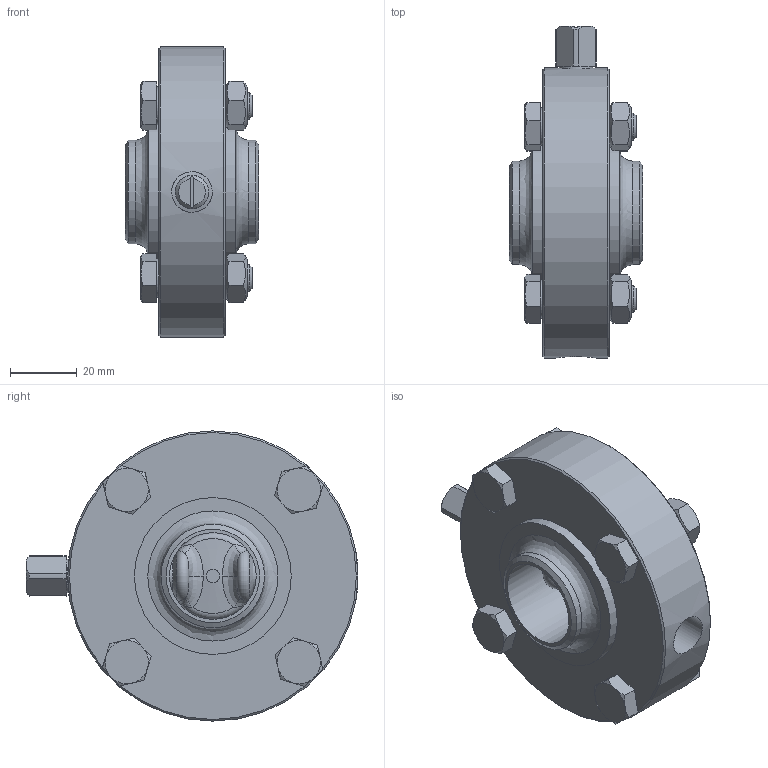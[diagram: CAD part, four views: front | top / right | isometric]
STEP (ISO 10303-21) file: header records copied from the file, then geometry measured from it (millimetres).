
FILE_DESCRIPTION((''),'2;1');
FILE_NAME('52200025X130.stp','2010-10-29T08:58:52',('Creator'),(''),'Autodesk Inventor 2010','Autodesk Inventor 2010','');
FILE_SCHEMA(('AUTOMOTIVE_DESIGN { 1 0 10303 214 1 1 1 1 }'));
Length unit declared in the file: millimetre
Products named in the file (1): 52200025X130
Bounding box: 40 x 99.5 x 87 mm (x, y, z)
Volume: 126618 mm3; surface area: 32841.4 mm2
Topology: 1 solids, 5 shells, 231 faces, 539 edges, 326 vertices
Faces by surface type: plane 105, cone 54, cylinder 42, bspline 18, torus 8, sphere 4
Full cylindrical faces by diameter (mm): 4.134 x1, 7.323 x4, 8 x8, 8.5 x4, 10 x2, 11.4 x4, 12.2 x2, 26 x2, 31 x2, 47 x2, 87 x1
Entity records: 7758 total; most frequent: CARTESIAN_POINT 3248, ORIENTED_EDGE 900, DIRECTION 884, EDGE_CURVE 450, AXIS2_PLACEMENT_3D 388, EDGE_LOOP 322, VERTEX_POINT 306, FACE_OUTER_BOUND 230
